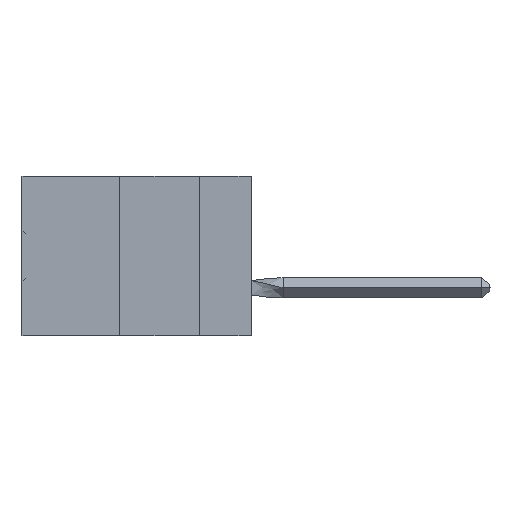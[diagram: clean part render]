
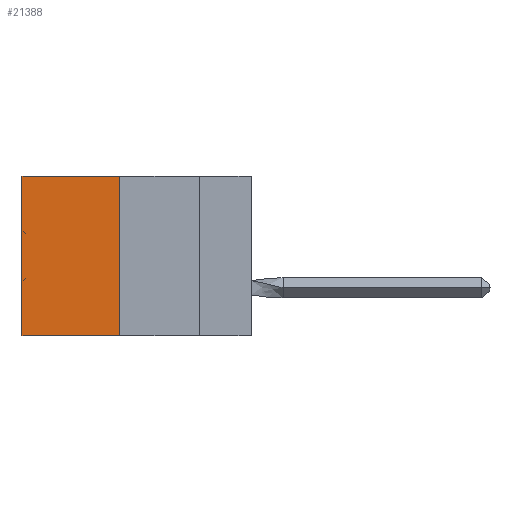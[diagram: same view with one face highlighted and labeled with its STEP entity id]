
A CAD part, left-side view. The second image highlights one B-rep face of the part: STEP entity #21388.
In plain terms, the highlighted planar face has unit normal (-1, 0, 0).
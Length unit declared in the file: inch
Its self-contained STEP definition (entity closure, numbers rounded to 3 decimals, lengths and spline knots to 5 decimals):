
#3676 = VERTEX_POINT ( 'NONE', #56685 ) ;
#4933 = ORIENTED_EDGE ( 'NONE', *, *, #53514, .T. ) ;
#6158 = EDGE_LOOP ( 'NONE', ( #43844, #25643, #26715, #4933 ) ) ;
#7173 = DIRECTION ( 'NONE',  ( 0., 1., 0. ) ) ;
#8996 = CARTESIAN_POINT ( 'NONE',  ( 0.305, 0.413, -0.5 ) ) ;
#13501 = LINE ( 'NONE', #8996, #39409 ) ;
#13719 = CARTESIAN_POINT ( 'NONE',  ( 0.305, 0.413, -0.5 ) ) ;
#14525 = AXIS2_PLACEMENT_3D ( 'NONE', #13719, #36253, #40378 ) ;
#18261 = LINE ( 'NONE', #31854, #54821 ) ;
#19700 = DIRECTION ( 'NONE',  ( 0., 1., 0. ) ) ;
#19994 = FACE_OUTER_BOUND ( 'NONE', #6158, .T. ) ;
#21388 = ADVANCED_FACE ( 'NONE', ( #19994 ), #54380, .F. ) ;
#22073 = DIRECTION ( 'NONE',  ( 0., 0., -1. ) ) ;
#25643 = ORIENTED_EDGE ( 'NONE', *, *, #40268, .F. ) ;
#26715 = ORIENTED_EDGE ( 'NONE', *, *, #39026, .F. ) ;
#28382 = VERTEX_POINT ( 'NONE', #38714 ) ;
#31854 = CARTESIAN_POINT ( 'NONE',  ( 0.305, 0.72, -0.5 ) ) ;
#33512 = LINE ( 'NONE', #51136, #35618 ) ;
#35618 = VECTOR ( 'NONE', #7173, 39.37008 ) ;
#35634 = DIRECTION ( 'NONE',  ( 0., 0., -1. ) ) ;
#36253 = DIRECTION ( 'NONE',  ( 1., 0., 0. ) ) ;
#38714 = CARTESIAN_POINT ( 'NONE',  ( 0.305, 0.72, -0.5 ) ) ;
#39026 = EDGE_CURVE ( 'NONE', #55486, #3676, #13501, .T. ) ;
#39409 = VECTOR ( 'NONE', #35634, 39.37008 ) ;
#40002 = EDGE_CURVE ( 'NONE', #53650, #28382, #18261, .T. ) ;
#40086 = VECTOR ( 'NONE', #19700, 39.37008 ) ;
#40268 = EDGE_CURVE ( 'NONE', #3676, #28382, #44299, .T. ) ;
#40378 = DIRECTION ( 'NONE',  ( 0., 0., -1. ) ) ;
#43844 = ORIENTED_EDGE ( 'NONE', *, *, #40002, .T. ) ;
#44299 = LINE ( 'NONE', #50150, #40086 ) ;
#44546 = CARTESIAN_POINT ( 'NONE',  ( 0.305, 0.72, 0. ) ) ;
#49112 = CARTESIAN_POINT ( 'NONE',  ( 0.305, 0.413, 0. ) ) ;
#50150 = CARTESIAN_POINT ( 'NONE',  ( 0.305, 0.413, -0.5 ) ) ;
#51136 = CARTESIAN_POINT ( 'NONE',  ( 0.305, 0.413, 0. ) ) ;
#53514 = EDGE_CURVE ( 'NONE', #55486, #53650, #33512, .T. ) ;
#53650 = VERTEX_POINT ( 'NONE', #44546 ) ;
#54380 = PLANE ( 'NONE',  #14525 ) ;
#54821 = VECTOR ( 'NONE', #22073, 39.37008 ) ;
#55486 = VERTEX_POINT ( 'NONE', #49112 ) ;
#56685 = CARTESIAN_POINT ( 'NONE',  ( 0.305, 0.413, -0.5 ) ) ;
